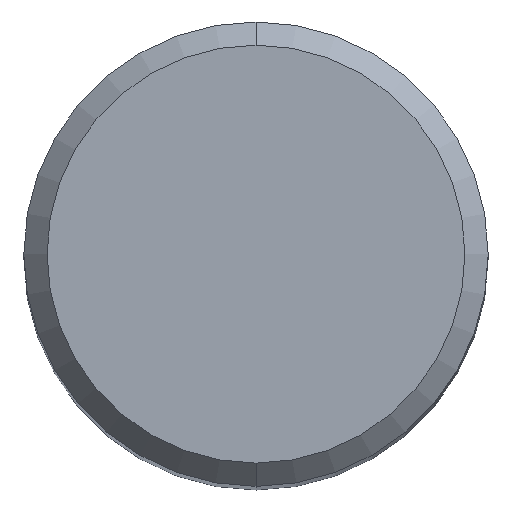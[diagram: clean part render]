
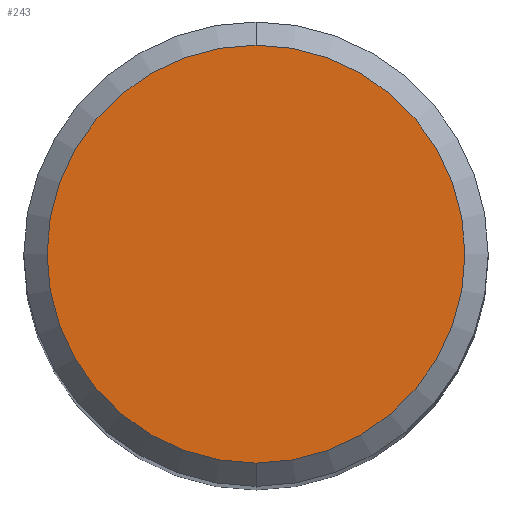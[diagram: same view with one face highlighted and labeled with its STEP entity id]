
A CAD part, top view. The second image highlights one B-rep face of the part: STEP entity #243.
In plain terms, the highlighted planar face has unit normal (0, 0, 1).
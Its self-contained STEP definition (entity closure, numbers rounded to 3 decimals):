
#243=ADVANCED_FACE('',(#556),#557,.T.);
#295=VERTEX_POINT('',#611);
#387=EDGE_CURVE('',#403,#295,#715,.T.);
#395=EDGE_CURVE('',#295,#403,#723,.T.);
#403=VERTEX_POINT('',#731);
#556=FACE_OUTER_BOUND('',#926,.T.);
#557=PLANE('',#927);
#611=CARTESIAN_POINT('',(0.,-4.5,0.));
#715=CIRCLE('',#1335,4.5);
#723=CIRCLE('',#1345,4.5);
#731=CARTESIAN_POINT('',(0.0,4.5,0.));
#926=EDGE_LOOP('',(#1570,#1571));
#927=AXIS2_PLACEMENT_3D('',#1572,#1573,#1574);
#1335=AXIS2_PLACEMENT_3D('',#1732,#1733,#1734);
#1345=AXIS2_PLACEMENT_3D('',#1738,#1739,#1740);
#1570=ORIENTED_EDGE('',*,*,#387,.F.);
#1571=ORIENTED_EDGE('',*,*,#395,.F.);
#1572=CARTESIAN_POINT('',(0.0,2.25,0.));
#1573=DIRECTION('',(-0.0,0.0,1.0));
#1574=DIRECTION('',(0.0,-1.0,0.0));
#1732=CARTESIAN_POINT('',(0.0,0.0,0.));
#1733=DIRECTION('',(0.0,0.0,-1.0));
#1734=DIRECTION('',(0.0,1.0,0.0));
#1738=CARTESIAN_POINT('',(0.0,0.0,0.));
#1739=DIRECTION('',(0.0,0.0,-1.0));
#1740=DIRECTION('',(0.0,1.0,0.0));
